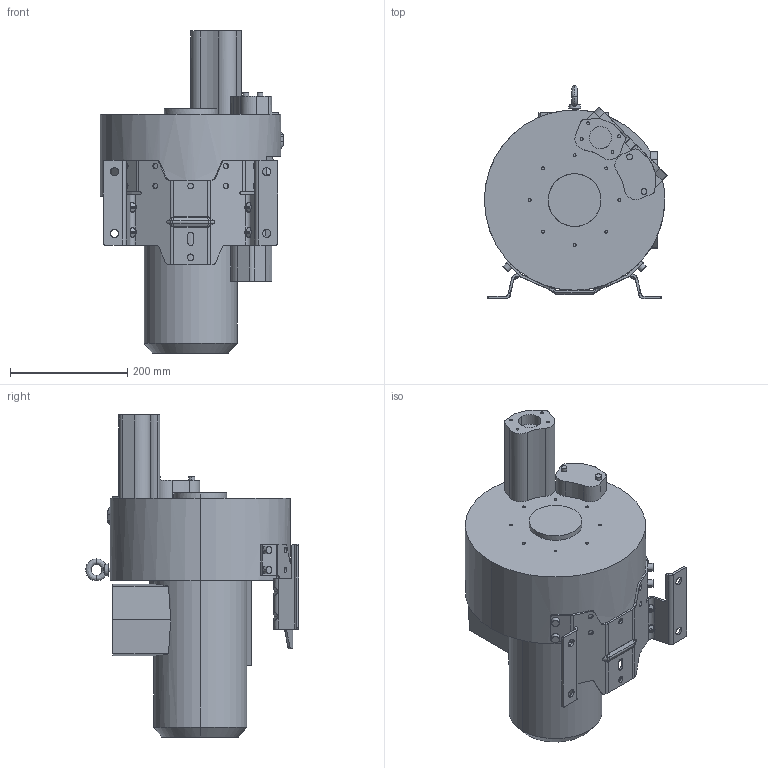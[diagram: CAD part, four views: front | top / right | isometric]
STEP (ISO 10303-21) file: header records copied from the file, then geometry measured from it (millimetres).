
FILE_DESCRIPTION (( 'STEP AP203' ), '1' );
FILE_NAME ('4RB220-0AP51.1.stp', '2025-05-12T09:14:26', ( '' ), ( '' ), 'SwSTEP 2.0', 'SolidWorks 2021', '' );
FILE_SCHEMA (( 'CONFIG_CONTROL_DESIGN' ));
Length unit declared in the file: millimetre
Products named in the file (1): 4RB220-0AP51.1
Bounding box: 312.92 x 363.84 x 550.06 mm (x, y, z)
Volume: 18340555 mm3; surface area: 660556.3 mm2
Topology: 1 solids, 1 shells, 569 faces, 1598 edges, 1067 vertices
Faces by surface type: cylinder 282, plane 187, bspline 94, cone 6
Entity records: 35770 total; most frequent: CARTESIAN_POINT 23124, ORIENTED_EDGE 3196, DIRECTION 1715, EDGE_CURVE 1598, VERTEX_POINT 1067, B_SPLINE_CURVE_WITH_KNOTS 933, EDGE_LOOP 627, AXIS2_PLACEMENT_3D 604
